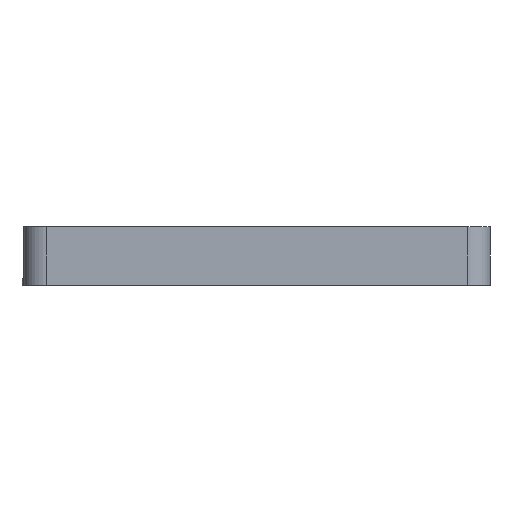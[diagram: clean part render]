
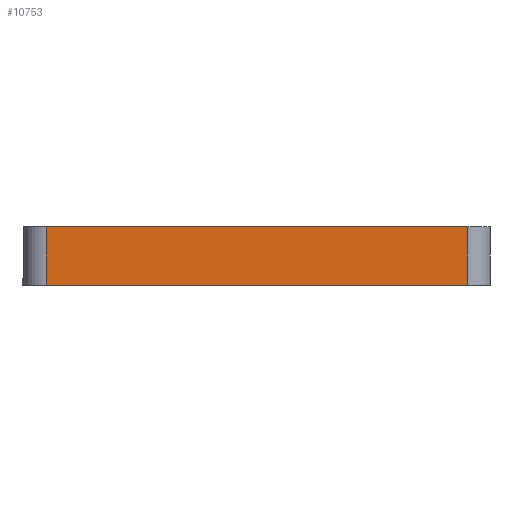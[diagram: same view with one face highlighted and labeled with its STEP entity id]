
A CAD part, left-side view. The second image highlights one B-rep face of the part: STEP entity #10753.
In plain terms, the highlighted planar face has unit normal (-1, 0, 0).
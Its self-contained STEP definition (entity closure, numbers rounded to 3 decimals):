
#957=PLANE('',#11386);
#1185=FACE_OUTER_BOUND('',#1770,.T.);
#1770=EDGE_LOOP('',(#7400,#7401,#7402,#7403));
#2576=LINE('',#14350,#3485);
#2577=LINE('',#14362,#3486);
#2578=LINE('',#14366,#3487);
#2579=LINE('',#14367,#3488);
#3485=VECTOR('',#12080,10.);
#3486=VECTOR('',#12093,10.);
#3487=VECTOR('',#12098,10.);
#3488=VECTOR('',#12099,10.);
#4684=VERTEX_POINT('',#14347);
#4685=VERTEX_POINT('',#14349);
#4690=VERTEX_POINT('',#14361);
#4691=VERTEX_POINT('',#14365);
#5766=EDGE_CURVE('',#4684,#4685,#2576,.T.);
#5772=EDGE_CURVE('',#4685,#4690,#2577,.T.);
#5774=EDGE_CURVE('',#4691,#4684,#2578,.T.);
#5775=EDGE_CURVE('',#4690,#4691,#2579,.T.);
#7400=ORIENTED_EDGE('',*,*,#5772,.F.);
#7401=ORIENTED_EDGE('',*,*,#5766,.F.);
#7402=ORIENTED_EDGE('',*,*,#5774,.F.);
#7403=ORIENTED_EDGE('',*,*,#5775,.F.);
#10753=ADVANCED_FACE('',(#1185),#957,.T.);
#11386=AXIS2_PLACEMENT_3D('',#14364,#12096,#12097);
#12080=DIRECTION('',(0.,-1.,0.));
#12093=DIRECTION('',(0.,0.,-1.));
#12096=DIRECTION('center_axis',(-1.,0.,0.));
#12097=DIRECTION('ref_axis',(0.,-1.,0.));
#12098=DIRECTION('',(0.,0.,1.));
#12099=DIRECTION('',(0.,1.,0.));
#14347=CARTESIAN_POINT('',(-27.603,35.159,13.));
#14349=CARTESIAN_POINT('',(-27.603,-58.609,13.));
#14350=CARTESIAN_POINT('',(-27.603,-63.609,13.));
#14361=CARTESIAN_POINT('',(-27.603,-58.609,0.));
#14362=CARTESIAN_POINT('',(-27.603,-58.609,0.));
#14364=CARTESIAN_POINT('Origin',(-27.603,40.159,0.));
#14365=CARTESIAN_POINT('',(-27.603,35.159,0.));
#14366=CARTESIAN_POINT('',(-27.603,35.159,0.));
#14367=CARTESIAN_POINT('',(-27.603,-63.609,0.));
